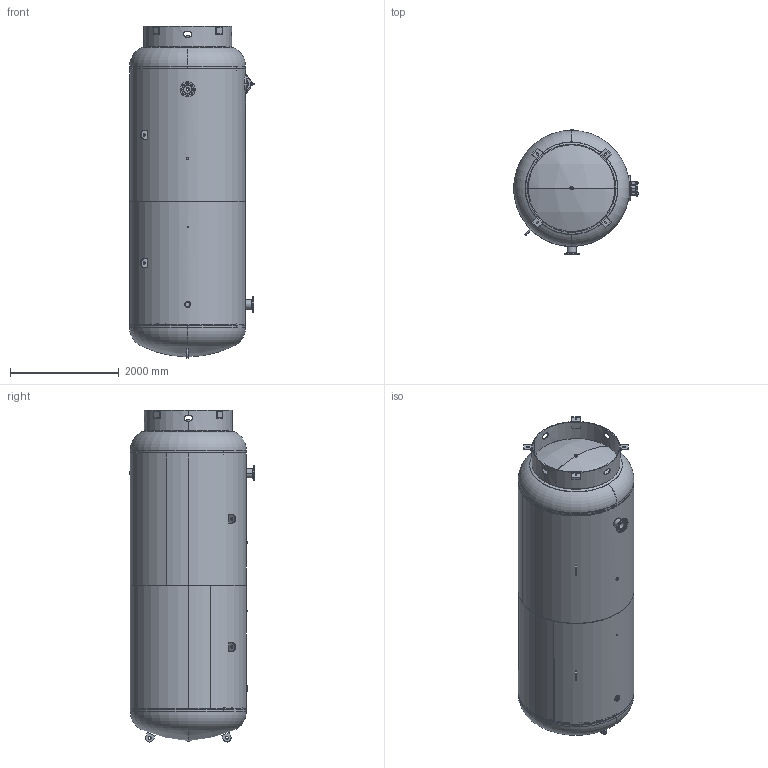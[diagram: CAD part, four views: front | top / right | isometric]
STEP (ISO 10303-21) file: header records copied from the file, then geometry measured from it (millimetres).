
FILE_DESCRIPTION (( 'STEP AP214' ), '1' );
FILE_NAME ('302459.STEP', '2025-10-21T17:21:48', ( '' ), ( '' ), 'SwSTEP 2.0', 'SolidWorks 2022', '' );
FILE_SCHEMA (( 'AUTOMOTIVE_DESIGN' ));
Length unit declared in the file: inch
Products named in the file (1): 302459
Bounding box: 2295.43 x 2301.88 x 6117.74 mm (x, y, z)
Surface area: 87307779.3 mm2 (no closed solid volume)
Topology: 0 solids, 42 shells, 335 faces, 1057 edges, 746 vertices
Faces by surface type: cylinder 164, plane 119, bspline 22, torus 18, sphere 8, cone 4
Entity records: 23567 total; most frequent: CARTESIAN_POINT 9896, DIRECTION 1979, ORIENTED_EDGE 1738, EDGE_CURVE 1057, AXIS2_PLACEMENT_3D 770, VERTEX_POINT 746, CIRCLE 456, LINE 439
